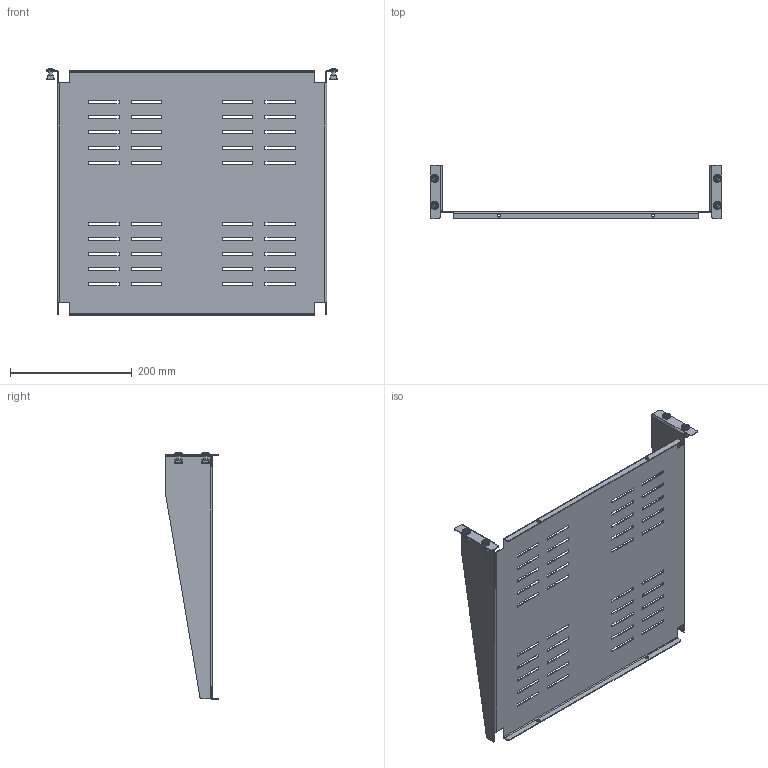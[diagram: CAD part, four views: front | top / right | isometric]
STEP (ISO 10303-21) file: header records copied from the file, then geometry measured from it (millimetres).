
FILE_DESCRIPTION (( 'STEP AP203' ), '1' );
FILE_NAME ('R5RFIT400.STEP', '2014-04-04T11:28:16', ( 'admin' ), ( '' ), 'SwSTEP 2.0', 'SolidWorks 2013', '' );
FILE_SCHEMA (( 'CONFIG_CONTROL_DESIGN' ));
Length unit declared in the file: millimetre
Products named in the file (5): QB09C603_QB09C603; A5100369_A5100369; A0200080_A0200080; A3400002; R5RFIT400
Assembly tree (13 placements, depth 2):
  R5RFIT400
    QB09C603_QB09C603
    A5100369_A5100369  x4
    A0200080_A0200080  x4
    A3400002  x4
Bounding box: 480 x 88 x 407 mm (x, y, z)
Volume: 331516.1 mm3; surface area: 453342.3 mm2
Topology: 13 solids, 13 shells, 918 faces, 2592 edges, 1700 vertices
Faces by surface type: plane 576, cylinder 294, cone 24, torus 16, sphere 8
Entity records: 14903 total; most frequent: CARTESIAN_POINT 2720, ORIENTED_EDGE 2424, DIRECTION 2288, EDGE_CURVE 1212, VECTOR 908, LINE 908, VERTEX_POINT 794, AXIS2_PLACEMENT_3D 690
